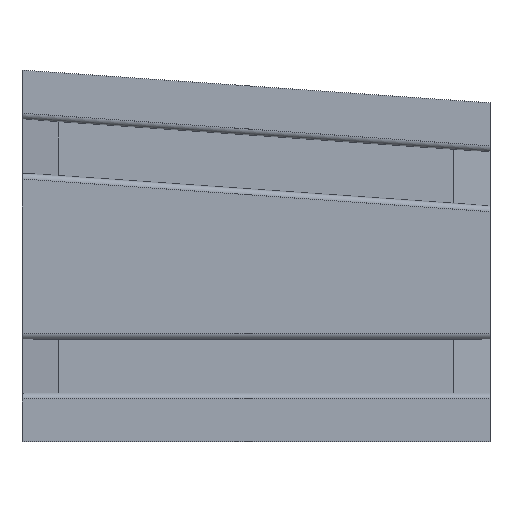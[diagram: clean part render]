
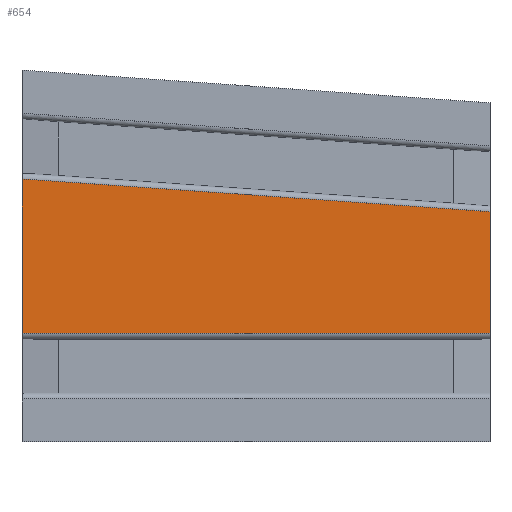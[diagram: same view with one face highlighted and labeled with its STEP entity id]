
A CAD part, left-side view. The second image highlights one B-rep face of the part: STEP entity #654.
In plain terms, the highlighted planar face has unit normal (-1, 0, 0).
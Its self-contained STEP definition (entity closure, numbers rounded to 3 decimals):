
#128=PLANE('',#700);
#145=VECTOR('',#725,1.);
#148=VECTOR('',#742,1.);
#181=VECTOR('',#791,1.);
#204=VECTOR('',#828,1.);
#209=LINE('',#857,#145);
#212=LINE('',#875,#148);
#245=LINE('',#945,#181);
#268=LINE('',#990,#204);
#276=VERTEX_POINT('',#847);
#281=VERTEX_POINT('',#856);
#289=VERTEX_POINT('',#874);
#290=VERTEX_POINT('',#876);
#337=EDGE_CURVE('',#281,#276,#209,.T.);
#345=EDGE_CURVE('',#289,#290,#212,.T.);
#381=EDGE_CURVE('',#281,#290,#245,.T.);
#404=EDGE_CURVE('',#289,#276,#268,.T.);
#558=ORIENTED_EDGE('',*,*,#337,.F.);
#559=ORIENTED_EDGE('',*,*,#381,.T.);
#560=ORIENTED_EDGE('',*,*,#345,.F.);
#561=ORIENTED_EDGE('',*,*,#404,.T.);
#594=EDGE_LOOP('',(#558,#559,#560,#561));
#624=FACE_BOUND('',#594,.T.);
#654=ADVANCED_FACE('',(#624),#128,.T.);
#700=AXIS2_PLACEMENT_3D('',#992,#830,$);
#725=DIRECTION('',(0.,1.,0.));
#742=DIRECTION('',(0.,-0.998,-0.07));
#791=DIRECTION('',(0.,0.,1.));
#828=DIRECTION('',(0.,0.,-1.));
#830=DIRECTION('',(-1.,0.,0.));
#847=CARTESIAN_POINT('',(0.014,144.279,-2.921));
#856=CARTESIAN_POINT('',(0.014,112.788,-2.921));
#857=CARTESIAN_POINT('',(0.014,0.,-2.921));
#874=CARTESIAN_POINT('',(0.014,144.279,7.469));
#875=CARTESIAN_POINT('',(0.014,0.196,-2.606));
#876=CARTESIAN_POINT('',(0.014,112.788,5.267));
#945=CARTESIAN_POINT('',(0.014,112.788,-0.573));
#990=CARTESIAN_POINT('',(0.014,144.279,-0.573));
#992=CARTESIAN_POINT('',(0.014,0.,-1.957));
